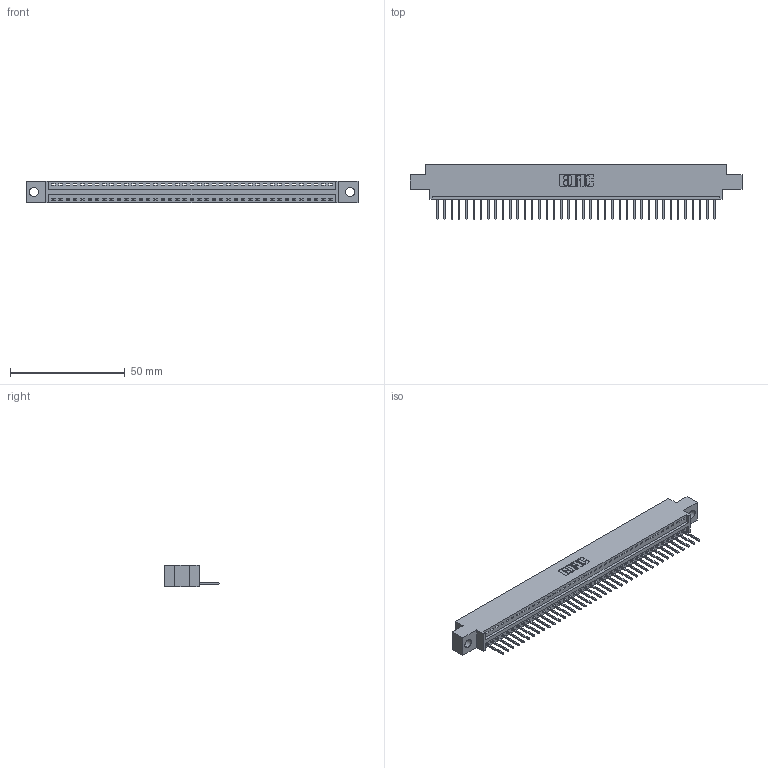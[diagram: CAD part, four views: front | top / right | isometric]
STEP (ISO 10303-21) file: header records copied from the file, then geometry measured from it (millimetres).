
FILE_DESCRIPTION (( 'STEP AP203' ), '1' );
FILE_NAME ('346-039-526-604.STEP', '2022-05-07T07:12:15', ( '' ), ( '' ), 'SwSTEP 2.0', 'SolidWorks 2020', '' );
FILE_SCHEMA (( 'CONFIG_CONTROL_DESIGN' ));
Length unit declared in the file: inch
Products named in the file (3): 346-039-526-604; 345-292-001_345-293-126; 346 Part_0.170 Offset - 0.156 Dia-TH
Assembly tree (40 placements, depth 2):
  346-039-526-604
    346 Part_0.170 Offset - 0.156 Dia-TH
    345-292-001_345-293-126  x39
Bounding box: 144.4 x 24.13 x 9.4 mm (x, y, z)
Volume: 13509.9 mm3; surface area: 16812.9 mm2
Topology: 40 solids, 40 shells, 2402 faces, 7241 edges, 4774 vertices
Faces by surface type: plane 1654, cylinder 748
Entity records: 25177 total; most frequent: CARTESIAN_POINT 4327, ORIENTED_EDGE 4298, DIRECTION 3819, EDGE_CURVE 2149, LINE 1861, VECTOR 1861, VERTEX_POINT 1430, AXIS2_PLACEMENT_3D 979
